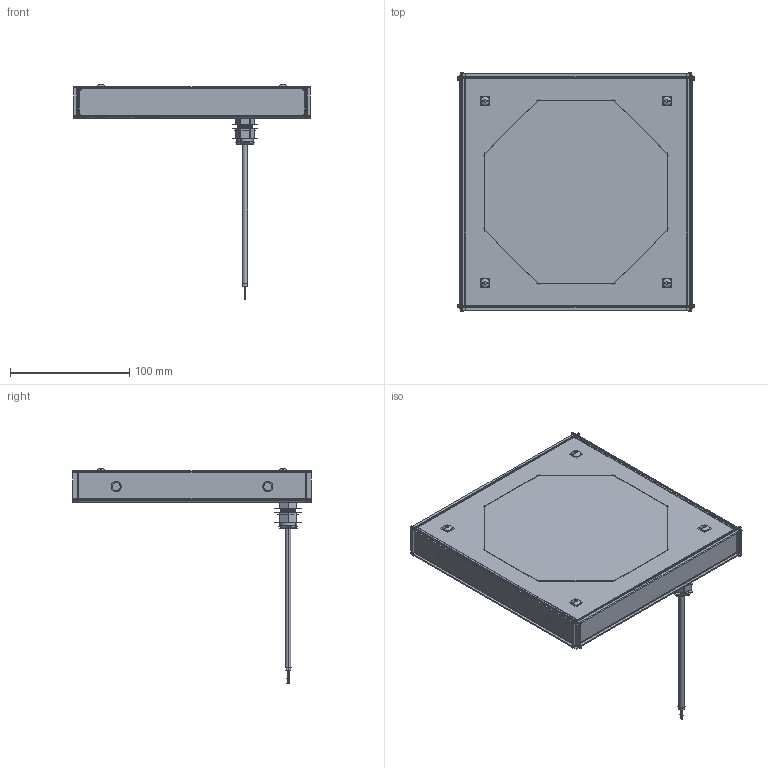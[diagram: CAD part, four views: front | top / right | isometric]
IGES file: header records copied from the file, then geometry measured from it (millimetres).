
Start section:  PTC IGES file: 193064.igs
Global section: file name: 193064.igs; native system: Creo Parametric by Parametric Technology Corporation; preprocessor: 2013230; author: PDMAdmin; organization: Unknown; date: 20160317.083655; units: millimetre
Bounding box: 198.04 x 200.15 x 179.68 mm (x, y, z)
Volume: 172713.3 mm3; surface area: 2357211.4 mm2
Topology: 96 solids, 104 shells, 4444 faces, 23481 edges, 30758 vertices
Faces by surface type: bspline 3128, revolution 1316
